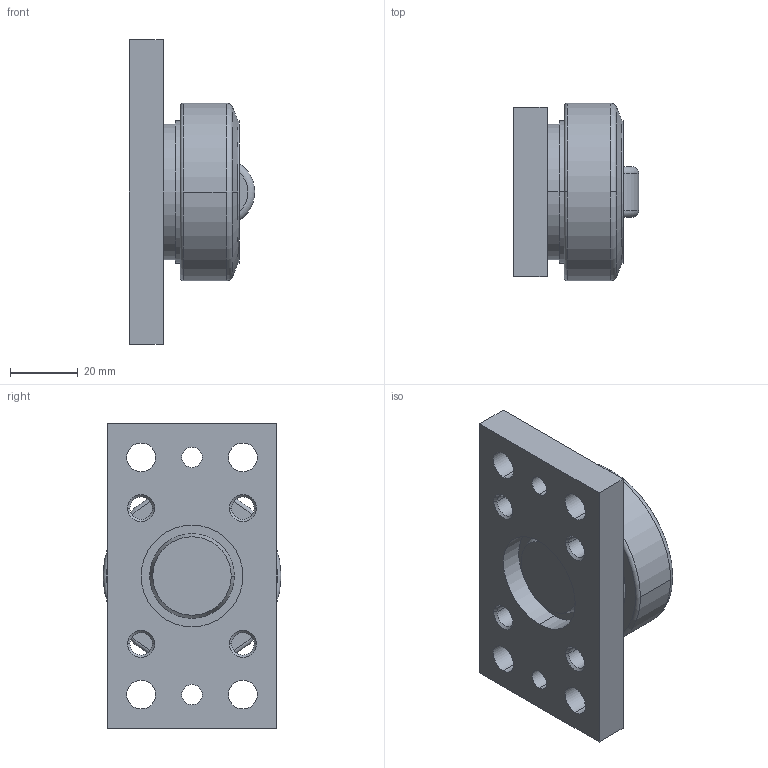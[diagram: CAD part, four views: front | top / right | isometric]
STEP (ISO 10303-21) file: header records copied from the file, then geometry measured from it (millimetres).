
FILE_DESCRIPTION(('STEP AP214'),'1');
FILE_NAME('4_053_aps.stp','2021-03-31T16:24:05',('TraceParts'),('TraceParts S.A.'),'Spatial InterOp 3D',' ',' ');
FILE_SCHEMA(('AUTOMOTIVE_DESIGN { 1 0 10303 214 1 1 1 1 }'));
Length unit declared in the file: millimetre
Products named in the file (1): 4_053_aps
Bounding box: 37 x 52.5 x 90 mm (x, y, z)
Volume: 81137.4 mm3; surface area: 19011 mm2
Topology: 1 solids, 1 shells, 86 faces, 212 edges, 135 vertices
Faces by surface type: cylinder 32, plane 24, cone 20, torus 10
Entity records: 2902 total; most frequent: CARTESIAN_POINT 726, DIRECTION 489, ORIENTED_EDGE 424, EDGE_CURVE 212, AXIS2_PLACEMENT_3D 202, VERTEX_POINT 135, CIRCLE 115, EDGE_LOOP 113
